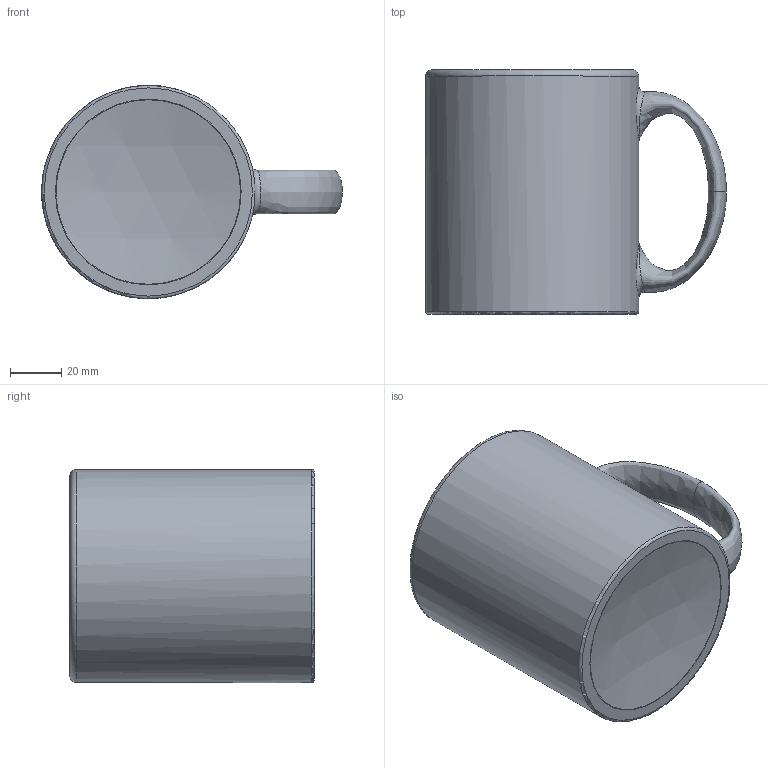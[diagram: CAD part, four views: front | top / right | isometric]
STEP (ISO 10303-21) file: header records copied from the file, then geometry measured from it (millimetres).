
FILE_DESCRIPTION((''),'2;1');
FILE_NAME('Coffee Mug.stp','2012-11-03T09:49:46',('Lance'),(''),'Autodesk Inventor 2011','Autodesk Inventor 2011','');
FILE_SCHEMA(('AUTOMOTIVE_DESIGN { 1 0 10303 214 1 1 1 1 }'));
Length unit declared in the file: millimetre
Products named in the file (1): Coffee Mug
Bounding box: 117 x 95 x 82.95 mm (x, y, z)
Volume: 215258.5 mm3; surface area: 56039.6 mm2
Topology: 1 solids, 1 shells, 15 faces, 37 edges, 23 vertices
Faces by surface type: torus 5, bspline 4, cylinder 2, plane 2, sphere 1, cone 1
Full cylindrical faces by diameter (mm): 65 x1, 83 x1
Entity records: 1205 total; most frequent: CARTESIAN_POINT 920, DIRECTION 48, ORIENTED_EDGE 42, EDGE_LOOP 26, AXIS2_PLACEMENT_3D 24, EDGE_CURVE 21, VERTEX_POINT 17, FACE_OUTER_BOUND 15
